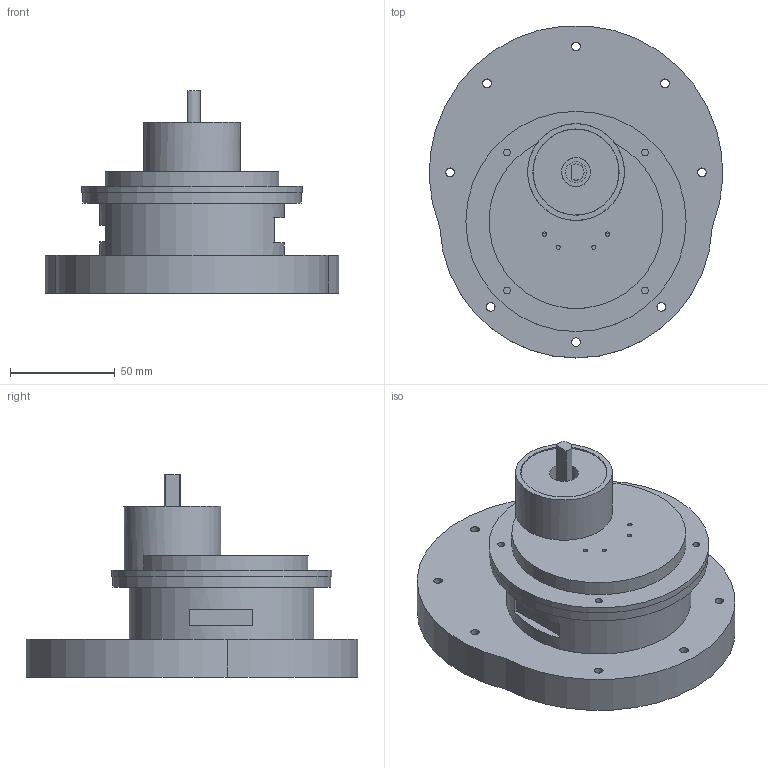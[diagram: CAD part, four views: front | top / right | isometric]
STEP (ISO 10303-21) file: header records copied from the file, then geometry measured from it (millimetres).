
FILE_DESCRIPTION(/* description */ (''),/* implementation_level */ '2;1');
FILE_NAME(/* name */ 'Base_MX28AT_ipt_8a7f70d9.STEP',/* time_stamp */ '2022-05-05T15:50:39-05:00',/* author */ ('Alcatraz'),/* organization */ (''),/* preprocessor_version */ 'ST-DEVELOPER v18.1',/* originating_system */ 'Autodesk Inventor 2021',/* authorisation */ '');
FILE_SCHEMA (('AUTOMOTIVE_DESIGN { 1 0 10303 214 3 1 1 }'));
Length unit declared in the file: millimetre
Products named in the file (1): Base_MX28AT
Bounding box: 139.87 x 158.25 x 96.5 mm (x, y, z)
Volume: 442586.2 mm3; surface area: 109544.2 mm2
Topology: 2 solids, 7 shells, 393 faces, 1045 edges, 703 vertices
Faces by surface type: plane 252, cylinder 135, bspline 4, torus 2
Full cylindrical faces by diameter (mm): 2 x8, 2.013 x16, 2.05 x16, 3.2 x1, 3.242 x4, 4.134 x8, 4.5 x1, 8 x1, 8.1 x1, 10 x2, 13.835 x1, 22 x1, 24 x1, 41.035 x1, 41.135 x1, 46.135 x1, 78 x1, 88 x2, 104 x1, 105 x1
Entity records: 12771 total; most frequent: CARTESIAN_POINT 2431, DIRECTION 2157, ORIENTED_EDGE 2090, EDGE_CURVE 1045, AXIS2_PLACEMENT_3D 740, VERTEX_POINT 703, LINE 677, VECTOR 677
